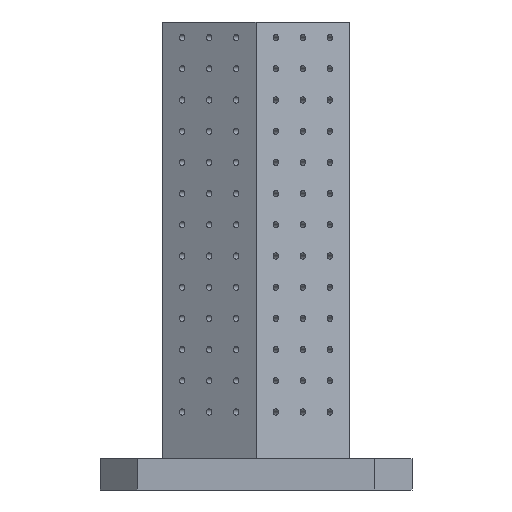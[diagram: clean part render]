
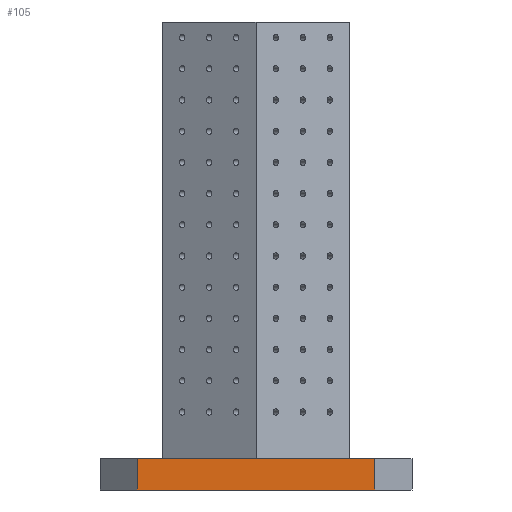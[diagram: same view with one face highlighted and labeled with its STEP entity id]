
A CAD part, left-side view. The second image highlights one B-rep face of the part: STEP entity #105.
In plain terms, the highlighted planar face has unit normal (-1, 0, 0).
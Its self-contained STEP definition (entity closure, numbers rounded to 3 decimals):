
#105 = ADVANCED_FACE( '', ( #864 ), #865, .F. );
#864 = FACE_OUTER_BOUND( '', #2261, .T. );
#865 = PLANE( '', #2262 );
#2261 = EDGE_LOOP( '', ( #4259, #4260, #4261, #4262 ) );
#2262 = AXIS2_PLACEMENT_3D( '', #4263, #4264, #4265 );
#4259 = ORIENTED_EDGE( '', *, *, #7297, .F. );
#4260 = ORIENTED_EDGE( '', *, *, #7506, .T. );
#4261 = ORIENTED_EDGE( '', *, *, #7033, .T. );
#4262 = ORIENTED_EDGE( '', *, *, #6655, .T. );
#4263 = CARTESIAN_POINT( '', ( -250., 250., 50. ) );
#4264 = DIRECTION( '', ( 1., 0., 0. ) );
#4265 = DIRECTION( '', ( 0., 1., 0. ) );
#6655 = EDGE_CURVE( '', #7789, #7786, #7790, .T. );
#7033 = EDGE_CURVE( '', #8527, #7789, #8528, .T. );
#7297 = EDGE_CURVE( '', #9034, #7786, #9036, .T. );
#7506 = EDGE_CURVE( '', #9034, #8527, #9445, .T. );
#7786 = VERTEX_POINT( '', #9756 );
#7789 = VERTEX_POINT( '', #9760 );
#7790 = LINE( '', #9761, #9762 );
#8527 = VERTEX_POINT( '', #10662 );
#8528 = LINE( '', #10663, #10664 );
#9034 = VERTEX_POINT( '', #11287 );
#9036 = LINE( '', #11290, #11291 );
#9445 = LINE( '', #11715, #11716 );
#9756 = CARTESIAN_POINT( '', ( -250., -190., 50. ) );
#9760 = CARTESIAN_POINT( '', ( -250., -190., 0. ) );
#9761 = CARTESIAN_POINT( '', ( -250., -190., 50. ) );
#9762 = VECTOR( '', #14205, 1000. );
#10662 = CARTESIAN_POINT( '', ( -250., 190., 0. ) );
#10663 = CARTESIAN_POINT( '', ( -250., 250., 0. ) );
#10664 = VECTOR( '', #15008, 1000. );
#11287 = CARTESIAN_POINT( '', ( -250., 190., 50. ) );
#11290 = CARTESIAN_POINT( '', ( -250., 250., 50. ) );
#11291 = VECTOR( '', #15562, 1000. );
#11715 = CARTESIAN_POINT( '', ( -250., 190., 50. ) );
#11716 = VECTOR( '', #16157, 1000. );
#14205 = DIRECTION( '', ( 0., 0., 1. ) );
#15008 = DIRECTION( '', ( 0., -1., 0. ) );
#15562 = DIRECTION( '', ( 0., -1., 0. ) );
#16157 = DIRECTION( '', ( 0., 0., -1. ) );
